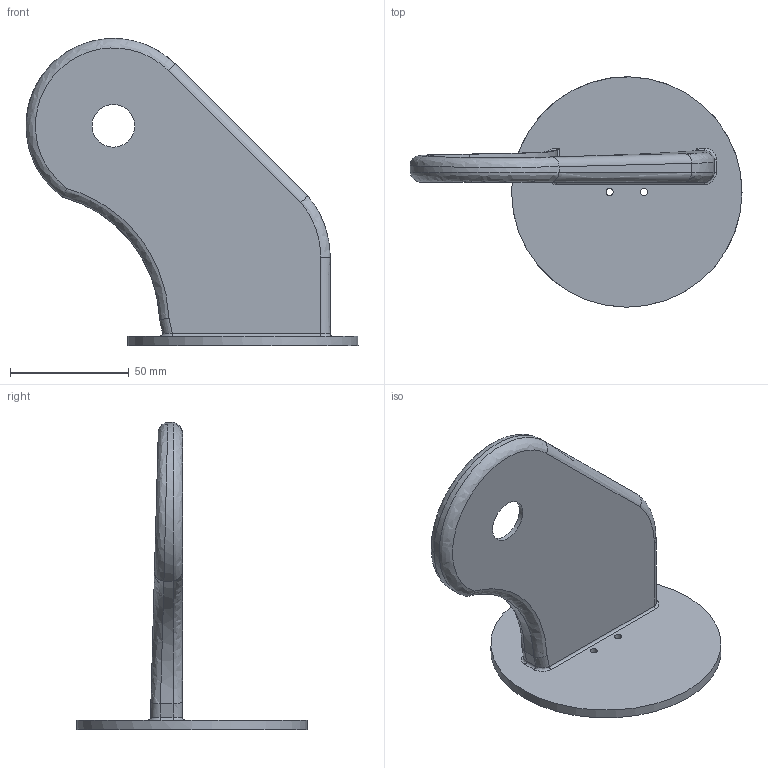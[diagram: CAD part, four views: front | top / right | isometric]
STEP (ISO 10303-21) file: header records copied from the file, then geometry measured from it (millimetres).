
FILE_DESCRIPTION(/* description */ (''),/* implementation_level */ '2;1');
FILE_NAME(/* name */ 'part2 v7_ipt_84f49300.STEP',/* time_stamp */ '2023-06-22T00:15:24+06:00',/* author */ ('AdminForWorker'),/* organization */ (''),/* preprocessor_version */ 'ST-DEVELOPER v18.1',/* originating_system */ 'Autodesk Inventor 2021',/* authorisation */ '');
FILE_SCHEMA (('AUTOMOTIVE_DESIGN { 1 0 10303 214 3 1 1 }'));
Length unit declared in the file: millimetre
Products named in the file (1): part2
Bounding box: 139.79 x 97 x 129.3 mm (x, y, z)
Volume: 89881.1 mm3; surface area: 40237.2 mm2
Topology: 1 solids, 1 shells, 64 faces, 148 edges, 93 vertices
Faces by surface type: cylinder 27, plane 19, bspline 15, torus 3
Full cylindrical faces by diameter (mm): 2.6 x4, 3 x2, 7.5 x1, 18 x1, 97 x1
Entity records: 2843 total; most frequent: CARTESIAN_POINT 1373, ORIENTED_EDGE 296, DIRECTION 282, EDGE_CURVE 148, AXIS2_PLACEMENT_3D 114, VERTEX_POINT 93, EDGE_LOOP 77, FACE_OUTER_BOUND 64
